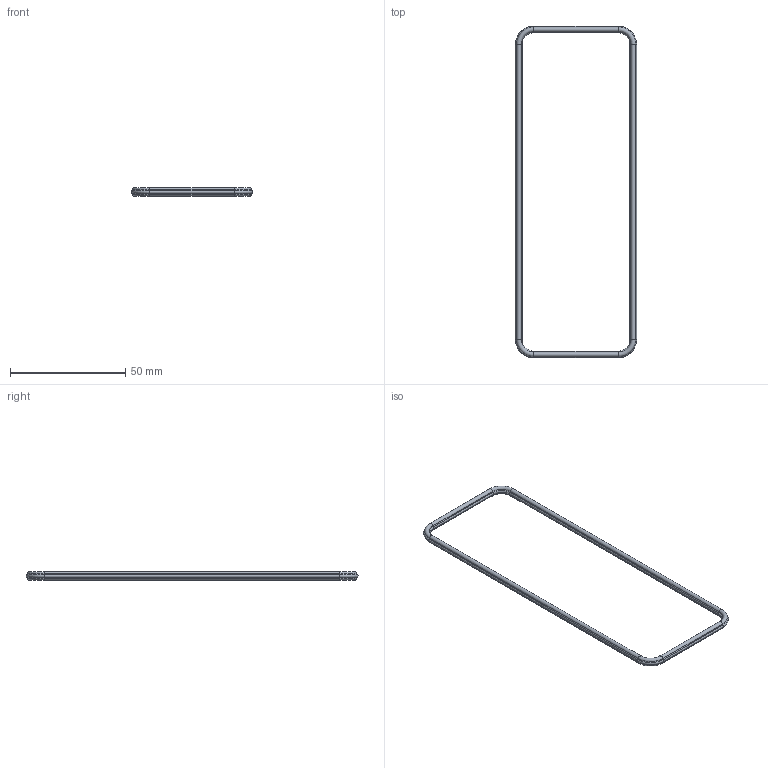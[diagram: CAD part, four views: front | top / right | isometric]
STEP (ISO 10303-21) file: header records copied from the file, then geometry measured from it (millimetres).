
FILE_DESCRIPTION(('CATIA V5 STEP Exchange','CAx-IF Rec.Pracs.--- Model Styling and Organization---1.4--- 2014-01-23'),'2;1');
FILE_NAME ('029489-2_2', '2020-08-10T07:58:29+00:00', ('none'), ('Weidmueller'), 'CATIA Version 5-6 Release 2016 SP3 HF44', 'CATIA V5 STEP AP214', 'none');
FILE_SCHEMA(('AUTOMOTIVE_DESIGN { 1 0 10303 214 1 1 1 1 }'));
Length unit declared in the file: millimetre
Products named in the file (1): 1987550000
Bounding box: 52.59 x 144 x 3.69 mm (x, y, z)
Volume: 2821.6 mm3; surface area: 3817.6 mm2
Topology: 1 solids, 1 shells, 64 faces, 128 edges, 64 vertices
Faces by surface type: torus 32, cylinder 32
Entity records: 1566 total; most frequent: CARTESIAN_POINT 257, DIRECTION 256, ORIENTED_EDGE 256, AXIS2_PLACEMENT_3D 161, EDGE_CURVE 128, CIRCLE 96, ADVANCED_FACE 64, EDGE_LOOP 64
